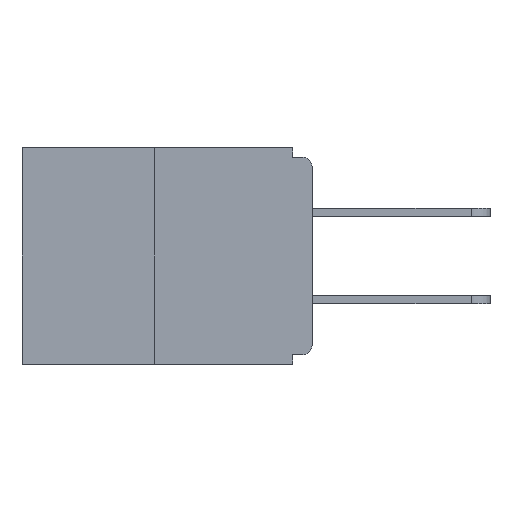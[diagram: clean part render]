
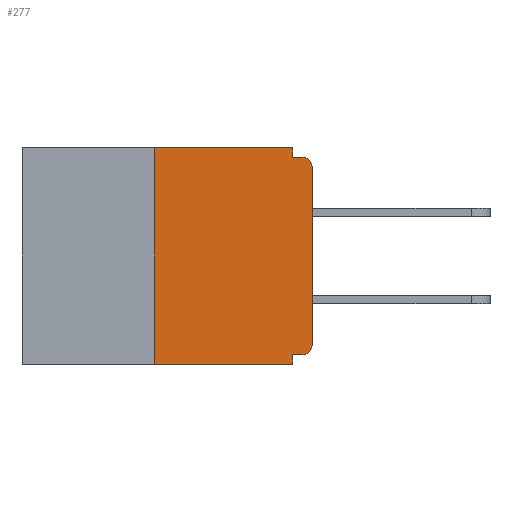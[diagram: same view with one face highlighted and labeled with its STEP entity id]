
A CAD part, left-side view. The second image highlights one B-rep face of the part: STEP entity #277.
In plain terms, the highlighted planar face has unit normal (-1, 0, 0).
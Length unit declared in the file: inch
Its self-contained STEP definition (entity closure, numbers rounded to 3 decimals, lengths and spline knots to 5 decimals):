
#12 = EDGE_CURVE ( 'NONE', #5254, #21528, #166, .T. ) ;
#166 = LINE ( 'NONE', #20053, #18752 ) ;
#173 = DIRECTION ( 'NONE',  ( -1., 0., 0. ) ) ;
#277 = ADVANCED_FACE ( 'NONE', ( #646 ), #8690, .F. ) ;
#462 = CARTESIAN_POINT ( 'NONE',  ( 0., 0.25, 0. ) ) ;
#646 = FACE_OUTER_BOUND ( 'NONE', #15519, .T. ) ;
#694 = LINE ( 'NONE', #19401, #3037 ) ;
#765 = DIRECTION ( 'NONE',  ( 0., 0., -1. ) ) ;
#875 = CARTESIAN_POINT ( 'NONE',  ( 0., 0.031, -0.015 ) ) ;
#1211 = DIRECTION ( 'NONE',  ( 0., -1., 0. ) ) ;
#1229 = DIRECTION ( 'NONE',  ( 0., 0., -1. ) ) ;
#1464 = ORIENTED_EDGE ( 'NONE', *, *, #19982, .F. ) ;
#1899 = ORIENTED_EDGE ( 'NONE', *, *, #19300, .F. ) ;
#2479 = DIRECTION ( 'NONE',  ( -1., 0., 0. ) ) ;
#2570 = CARTESIAN_POINT ( 'NONE',  ( 0., 0.46, 0. ) ) ;
#2830 = VECTOR ( 'NONE', #1229, 39.37008 ) ;
#2984 = EDGE_CURVE ( 'NONE', #12325, #15670, #11217, .T. ) ;
#3037 = VECTOR ( 'NONE', #11019, 39.37008 ) ;
#3138 = EDGE_CURVE ( 'NONE', #6692, #21528, #3367, .T. ) ;
#3309 = AXIS2_PLACEMENT_3D ( 'NONE', #2570, #9181, #11052 ) ;
#3344 = DIRECTION ( 'NONE',  ( 0., -1., 0. ) ) ;
#3367 = LINE ( 'NONE', #21307, #2830 ) ;
#3589 = LINE ( 'NONE', #17165, #16189 ) ;
#3724 = ORIENTED_EDGE ( 'NONE', *, *, #12746, .F. ) ;
#3785 = CARTESIAN_POINT ( 'NONE',  ( 0., 0., -0.03 ) ) ;
#3889 = DIRECTION ( 'NONE',  ( 0., 0., -1. ) ) ;
#4177 = CARTESIAN_POINT ( 'NONE',  ( 0., 0., -0.313 ) ) ;
#4301 = CARTESIAN_POINT ( 'NONE',  ( 0., 0., -0.015 ) ) ;
#4315 = DIRECTION ( 'NONE',  ( 0., 0., 1. ) ) ;
#4521 = ORIENTED_EDGE ( 'NONE', *, *, #19601, .F. ) ;
#4576 = VERTEX_POINT ( 'NONE', #462 ) ;
#5254 = VERTEX_POINT ( 'NONE', #7837 ) ;
#5447 = LINE ( 'NONE', #18585, #13329 ) ;
#5492 = CARTESIAN_POINT ( 'NONE',  ( 0., 0.031, -0.328 ) ) ;
#5646 = CARTESIAN_POINT ( 'NONE',  ( 0., 0.015, -0.03 ) ) ;
#5815 = CARTESIAN_POINT ( 'NONE',  ( 0., 0.031, 0. ) ) ;
#6144 = VERTEX_POINT ( 'NONE', #17147 ) ;
#6692 = VERTEX_POINT ( 'NONE', #5492 ) ;
#6739 = AXIS2_PLACEMENT_3D ( 'NONE', #5646, #2479, #3889 ) ;
#6891 = CIRCLE ( 'NONE', #19303, 0.015 ) ;
#7781 = VERTEX_POINT ( 'NONE', #21190 ) ;
#7837 = CARTESIAN_POINT ( 'NONE',  ( 0., 0.25, -0.343 ) ) ;
#8482 = VERTEX_POINT ( 'NONE', #13632 ) ;
#8524 = EDGE_CURVE ( 'NONE', #7781, #12325, #6891, .T. ) ;
#8690 = PLANE ( 'NONE',  #3309 ) ;
#8840 = LINE ( 'NONE', #5815, #11701 ) ;
#9181 = DIRECTION ( 'NONE',  ( 1., 0., 0. ) ) ;
#10196 = ORIENTED_EDGE ( 'NONE', *, *, #3138, .F. ) ;
#10724 = ORIENTED_EDGE ( 'NONE', *, *, #19838, .F. ) ;
#10745 = CARTESIAN_POINT ( 'NONE',  ( 0., 0., 0. ) ) ;
#11019 = DIRECTION ( 'NONE',  ( 0., 1., 0. ) ) ;
#11052 = DIRECTION ( 'NONE',  ( 0., 0., -1. ) ) ;
#11217 = LINE ( 'NONE', #10745, #13374 ) ;
#11701 = VECTOR ( 'NONE', #765, 39.37008 ) ;
#11997 = CARTESIAN_POINT ( 'NONE',  ( 0., 0.015, -0.313 ) ) ;
#12325 = VERTEX_POINT ( 'NONE', #4177 ) ;
#12746 = EDGE_CURVE ( 'NONE', #17644, #6144, #16259, .T. ) ;
#13329 = VECTOR ( 'NONE', #15220, 39.37008 ) ;
#13374 = VECTOR ( 'NONE', #4315, 39.37008 ) ;
#13632 = CARTESIAN_POINT ( 'NONE',  ( 0., 0.031, 0. ) ) ;
#15146 = EDGE_CURVE ( 'NONE', #15670, #6144, #16682, .T. ) ;
#15220 = DIRECTION ( 'NONE',  ( 0., 0., 1. ) ) ;
#15519 = EDGE_LOOP ( 'NONE', ( #1899, #4521, #17628, #10196, #1464, #16195, #16742, #18164, #3724, #10724 ) ) ;
#15670 = VERTEX_POINT ( 'NONE', #3785 ) ;
#16189 = VECTOR ( 'NONE', #20505, 39.37008 ) ;
#16195 = ORIENTED_EDGE ( 'NONE', *, *, #8524, .T. ) ;
#16259 = LINE ( 'NONE', #4301, #17065 ) ;
#16682 = CIRCLE ( 'NONE', #6739, 0.015 ) ;
#16742 = ORIENTED_EDGE ( 'NONE', *, *, #2984, .T. ) ;
#16875 = DIRECTION ( 'NONE',  ( 0., 0., -1. ) ) ;
#17065 = VECTOR ( 'NONE', #1211, 39.37008 ) ;
#17147 = CARTESIAN_POINT ( 'NONE',  ( 0., 0.015, -0.015 ) ) ;
#17165 = CARTESIAN_POINT ( 'NONE',  ( 0., 0.46, 0. ) ) ;
#17628 = ORIENTED_EDGE ( 'NONE', *, *, #12, .T. ) ;
#17643 = CARTESIAN_POINT ( 'NONE',  ( 0., 0.031, -0.343 ) ) ;
#17644 = VERTEX_POINT ( 'NONE', #875 ) ;
#18164 = ORIENTED_EDGE ( 'NONE', *, *, #15146, .T. ) ;
#18585 = CARTESIAN_POINT ( 'NONE',  ( 0., 0.25, 0. ) ) ;
#18752 = VECTOR ( 'NONE', #3344, 39.37008 ) ;
#19300 = EDGE_CURVE ( 'NONE', #4576, #8482, #3589, .T. ) ;
#19303 = AXIS2_PLACEMENT_3D ( 'NONE', #11997, #173, #16875 ) ;
#19401 = CARTESIAN_POINT ( 'NONE',  ( 0., 0., -0.328 ) ) ;
#19601 = EDGE_CURVE ( 'NONE', #5254, #4576, #5447, .T. ) ;
#19838 = EDGE_CURVE ( 'NONE', #8482, #17644, #8840, .T. ) ;
#19982 = EDGE_CURVE ( 'NONE', #7781, #6692, #694, .T. ) ;
#20053 = CARTESIAN_POINT ( 'NONE',  ( 0., 0.46, -0.343 ) ) ;
#20505 = DIRECTION ( 'NONE',  ( 0., -1., 0. ) ) ;
#21190 = CARTESIAN_POINT ( 'NONE',  ( 0., 0.015, -0.328 ) ) ;
#21307 = CARTESIAN_POINT ( 'NONE',  ( 0., 0.031, -0.343 ) ) ;
#21528 = VERTEX_POINT ( 'NONE', #17643 ) ;
